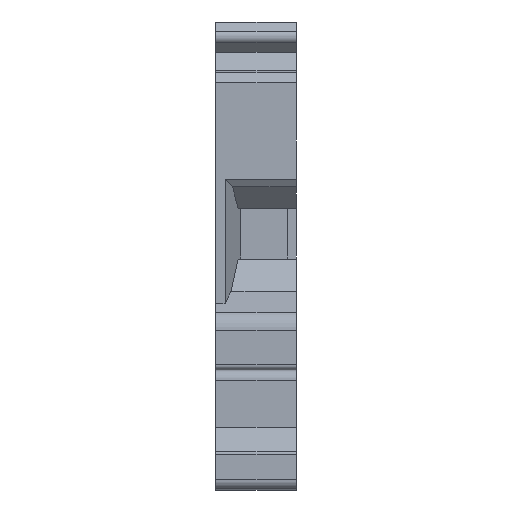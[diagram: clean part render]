
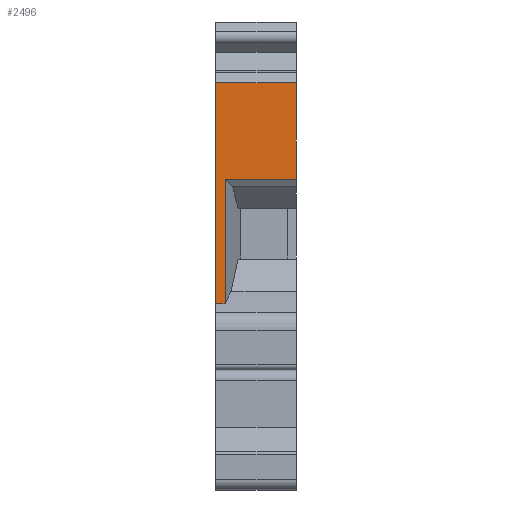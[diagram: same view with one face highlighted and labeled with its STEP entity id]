
A CAD part, left-side view. The second image highlights one B-rep face of the part: STEP entity #2496.
In plain terms, the highlighted planar face has unit normal (-1, 0, 0).
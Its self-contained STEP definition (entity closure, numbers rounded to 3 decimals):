
#432=ORIENTED_EDGE('',*,*,#1145,.F.);
#433=ORIENTED_EDGE('',*,*,#1012,.F.);
#434=ORIENTED_EDGE('',*,*,#1146,.T.);
#435=ORIENTED_EDGE('',*,*,#1147,.T.);
#436=ORIENTED_EDGE('',*,*,#1148,.T.);
#437=ORIENTED_EDGE('',*,*,#1120,.T.);
#1012=EDGE_CURVE('',#1380,#1381,#1608,.T.);
#1120=EDGE_CURVE('',#1480,#1479,#1680,.T.);
#1145=EDGE_CURVE('',#1381,#1479,#1700,.T.);
#1146=EDGE_CURVE('',#1380,#1490,#1701,.T.);
#1147=EDGE_CURVE('',#1490,#1491,#1702,.F.);
#1148=EDGE_CURVE('',#1491,#1480,#1703,.T.);
#1380=VERTEX_POINT('',#3805);
#1381=VERTEX_POINT('',#3807);
#1479=VERTEX_POINT('',#4013);
#1480=VERTEX_POINT('',#4015);
#1490=VERTEX_POINT('',#4058);
#1491=VERTEX_POINT('',#4060);
#1608=LINE('',#3806,#1907);
#1680=LINE('',#4014,#1979);
#1700=LINE('',#4056,#1999);
#1701=LINE('',#4057,#2000);
#1702=LINE('',#4059,#2001);
#1703=LINE('',#4061,#2002);
#1907=VECTOR('',#3014,1000.);
#1979=VECTOR('',#3160,1000.);
#1999=VECTOR('',#3204,1000.);
#2000=VECTOR('',#3205,1000.);
#2001=VECTOR('',#3206,1000.);
#2002=VECTOR('',#3207,1000.);
#2131=EDGE_LOOP('',(#432,#433,#434,#435,#436,#437));
#2268=FACE_BOUND('',#2131,.T.);
#2402=PLANE('',#2712);
#2496=ADVANCED_FACE('',(#2268),#2402,.F.);
#2712=AXIS2_PLACEMENT_3D('',#4055,#3202,#3203);
#3014=DIRECTION('',(0.,0.,1.));
#3160=DIRECTION('',(0.,0.,1.));
#3202=DIRECTION('',(1.,0.,0.));
#3203=DIRECTION('',(0.,0.,-1.));
#3204=DIRECTION('',(0.,-1.,0.));
#3205=DIRECTION('',(0.,-1.,0.));
#3206=DIRECTION('',(0.,0.,-1.));
#3207=DIRECTION('',(0.,-1.,0.));
#3805=CARTESIAN_POINT('',(-20.,8.,-6.283));
#3806=CARTESIAN_POINT('',(-20.,8.,-6.283));
#3807=CARTESIAN_POINT('',(-20.,8.,15.662));
#4013=CARTESIAN_POINT('',(-20.,0.,15.662));
#4014=CARTESIAN_POINT('',(-20.,0.,-6.283));
#4015=CARTESIAN_POINT('',(-20.,0.,6.064));
#4055=CARTESIAN_POINT('',(-20.,8.,-6.283));
#4056=CARTESIAN_POINT('',(-20.,8.,15.662));
#4057=CARTESIAN_POINT('',(-20.,8.,-6.283));
#4058=CARTESIAN_POINT('',(-20.,7.064,-6.283));
#4059=CARTESIAN_POINT('',(-20.,7.064,-6.283));
#4060=CARTESIAN_POINT('',(-20.,7.064,6.064));
#4061=CARTESIAN_POINT('',(-20.,5.51,6.064));
